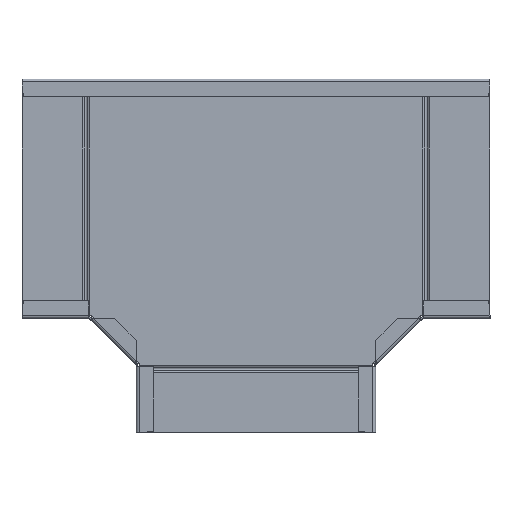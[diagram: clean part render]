
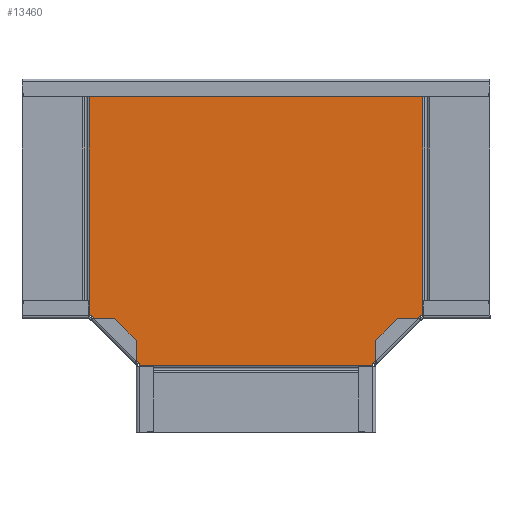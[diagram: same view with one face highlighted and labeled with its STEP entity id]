
A CAD part, top view. The second image highlights one B-rep face of the part: STEP entity #13460.
In plain terms, the highlighted planar face has unit normal (0, 0, 1).
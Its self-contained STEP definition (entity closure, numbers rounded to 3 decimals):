
#12646=DIRECTION('',(0.,-1.,0.));
#12647=VECTOR('',#12646,1.972);
#12648=CARTESIAN_POINT('',(100.,59.3,0.));
#12649=LINE('',#12648,#12647);
#12654=DIRECTION('',(1.,0.,0.));
#12655=VECTOR('',#12654,1.972);
#12656=CARTESIAN_POINT('',(140.78,100.08,0.));
#12657=LINE('',#12656,#12655);
#12658=DIRECTION('',(0.707,0.707,0.));
#12659=VECTOR('',#12658,57.672);
#12660=CARTESIAN_POINT('',(100.,59.3,0.));
#12661=LINE('',#12660,#12659);
#12662=DIRECTION('',(0.,-1.,0.));
#12663=VECTOR('',#12662,1.972);
#12664=CARTESIAN_POINT('',(-100.,59.3,0.));
#12665=LINE('',#12664,#12663);
#12666=DIRECTION('',(0.707,-0.707,0.));
#12667=VECTOR('',#12666,57.672);
#12668=CARTESIAN_POINT('',(-140.78,100.08,0.));
#12669=LINE('',#12668,#12667);
#12674=DIRECTION('',(1.,0.,0.));
#12675=VECTOR('',#12674,285.503);
#12676=CARTESIAN_POINT('',(-142.752,300.08,0.));
#12677=LINE('',#12676,#12675);
#12742=DIRECTION('',(-1.,0.,0.));
#12743=VECTOR('',#12742,200.);
#12744=CARTESIAN_POINT('',(100.,57.328,0.));
#12745=LINE('',#12744,#12743);
#12826=DIRECTION('',(-1.,0.,0.));
#12827=VECTOR('',#12826,1.972);
#12828=CARTESIAN_POINT('',(-140.78,100.08,0.));
#12829=LINE('',#12828,#12827);
#12994=DIRECTION('',(0.,1.,0.));
#12995=VECTOR('',#12994,200.);
#12996=CARTESIAN_POINT('',(-142.752,100.08,0.));
#12997=LINE('',#12996,#12995);
#13120=DIRECTION('',(0.,-1.,0.));
#13121=VECTOR('',#13120,200.);
#13122=CARTESIAN_POINT('',(142.752,300.08,0.));
#13123=LINE('',#13122,#13121);
#13297=CARTESIAN_POINT('',(142.752,100.08,0.));
#13299=VERTEX_POINT('',#13297);
#13302=CARTESIAN_POINT('',(142.752,300.08,0.));
#13303=VERTEX_POINT('',#13302);
#13308=CARTESIAN_POINT('',(-142.752,300.08,0.));
#13310=VERTEX_POINT('',#13308);
#13325=CARTESIAN_POINT('',(-100.,57.328,0.));
#13327=VERTEX_POINT('',#13325);
#13329=CARTESIAN_POINT('',(-100.,59.3,0.));
#13331=VERTEX_POINT('',#13329);
#13333=CARTESIAN_POINT('',(-140.78,100.08,0.));
#13335=VERTEX_POINT('',#13333);
#13353=CARTESIAN_POINT('',(-142.752,100.08,0.));
#13355=VERTEX_POINT('',#13353);
#13395=CARTESIAN_POINT('',(100.,59.3,0.));
#13397=VERTEX_POINT('',#13395);
#13400=CARTESIAN_POINT('',(100.,57.328,0.));
#13401=VERTEX_POINT('',#13400);
#13410=CARTESIAN_POINT('',(140.78,100.08,0.));
#13411=VERTEX_POINT('',#13410);
#13434=CARTESIAN_POINT('',(100.,57.328,0.));
#13435=DIRECTION('',(0.,0.,1.));
#13436=DIRECTION('',(1.,0.,0.));
#13437=AXIS2_PLACEMENT_3D('',#13434,#13435,#13436);
#13438=PLANE('',#13437);
#13440=ORIENTED_EDGE('',*,*,#13439,.T.);
#13442=ORIENTED_EDGE('',*,*,#13441,.T.);
#13444=ORIENTED_EDGE('',*,*,#13443,.F.);
#13446=ORIENTED_EDGE('',*,*,#13445,.F.);
#13447=ORIENTED_EDGE('',*,*,#13423,.T.);
#13449=ORIENTED_EDGE('',*,*,#13448,.T.);
#13451=ORIENTED_EDGE('',*,*,#13450,.F.);
#13453=ORIENTED_EDGE('',*,*,#13452,.F.);
#13455=ORIENTED_EDGE('',*,*,#13454,.T.);
#13457=ORIENTED_EDGE('',*,*,#13456,.T.);
#13458=EDGE_LOOP('',(#13440,#13442,#13444,#13446,#13447,#13449,#13451,#13453,
#13455,#13457));
#13459=FACE_OUTER_BOUND('',#13458,.F.);
#13460=ADVANCED_FACE('',(#13459),#13438,.T.);
#13423=EDGE_CURVE('',#13397,#13401,#12649,.T.);
#13439=EDGE_CURVE('',#13310,#13303,#12677,.T.);
#13441=EDGE_CURVE('',#13303,#13299,#13123,.T.);
#13443=EDGE_CURVE('',#13411,#13299,#12657,.T.);
#13445=EDGE_CURVE('',#13397,#13411,#12661,.T.);
#13448=EDGE_CURVE('',#13401,#13327,#12745,.T.);
#13450=EDGE_CURVE('',#13331,#13327,#12665,.T.);
#13452=EDGE_CURVE('',#13335,#13331,#12669,.T.);
#13454=EDGE_CURVE('',#13335,#13355,#12829,.T.);
#13456=EDGE_CURVE('',#13355,#13310,#12997,.T.);
